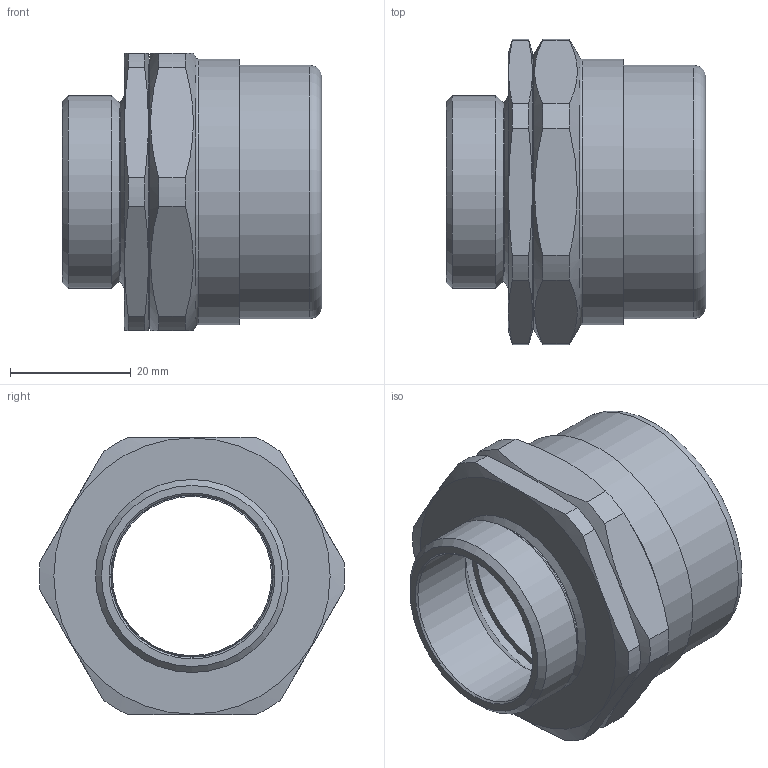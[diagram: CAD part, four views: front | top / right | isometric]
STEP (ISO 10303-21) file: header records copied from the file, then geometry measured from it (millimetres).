
FILE_DESCRIPTION (( 'STEP AP203' ), '1' );
FILE_NAME ('32BWL1RA.STEP', '2017-09-20T14:19:16', ( '' ), ( '' ), 'SwSTEP 2.0', 'SolidWorks 2017', '' );
FILE_SCHEMA (( 'CONFIG_CONTROL_DESIGN' ));
Length unit declared in the file: millimetre
Products named in the file (1): 32BWL1RA
Bounding box: 43 x 50.58 x 46 mm (x, y, z)
Surface area: 13793.5 mm2 (no closed solid volume)
Topology: 0 solids, 5 shells, 59 faces, 144 edges, 94 vertices
Faces by surface type: cylinder 21, plane 21, cone 14, torus 3
Full cylindrical faces by diameter (mm): 26.4 x1, 26.9 x1, 29.6 x1, 31.3 x1, 32 x1, 33.1 x1, 34 x1, 42 x1, 44 x1
Entity records: 1809 total; most frequent: CARTESIAN_POINT 488, DIRECTION 268, ORIENTED_EDGE 210, AXIS2_PLACEMENT_3D 122, EDGE_CURVE 110, EDGE_LOOP 94, VERTEX_POINT 86, FACE_OUTER_BOUND 71
